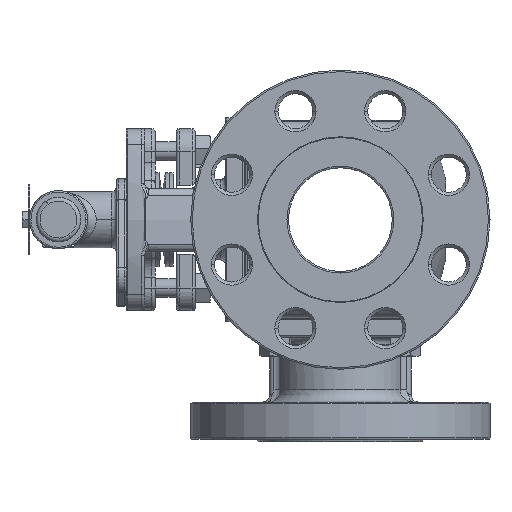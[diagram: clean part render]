
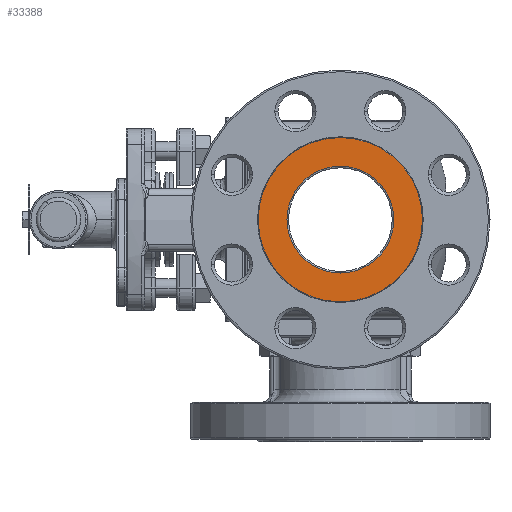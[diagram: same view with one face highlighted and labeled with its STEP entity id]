
A CAD part, left-side view. The second image highlights one B-rep face of the part: STEP entity #33388.
In plain terms, the highlighted planar face has unit normal (-1, 0, 0).
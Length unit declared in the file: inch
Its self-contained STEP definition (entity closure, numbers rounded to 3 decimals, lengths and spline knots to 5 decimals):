
#1727 = CARTESIAN_POINT ( 'NONE',  ( -5.57087, 0., -2.05906 ) ) ;
#4778 = AXIS2_PLACEMENT_3D ( 'NONE', #43874, #64501, #27613 ) ;
#5087 = ORIENTED_EDGE ( 'NONE', *, *, #47601, .T. ) ;
#9371 = VERTEX_POINT ( 'NONE', #57139 ) ;
#11348 = ORIENTED_EDGE ( 'NONE', *, *, #26801, .T. ) ;
#18696 = CIRCLE ( 'NONE', #65203, 2.05906 ) ;
#22491 = DIRECTION ( 'NONE',  ( 0., 0., -1. ) ) ;
#24050 = CARTESIAN_POINT ( 'NONE',  ( -5.57087, 0., -1.33858 ) ) ;
#26801 = EDGE_CURVE ( 'NONE', #64740, #9371, #50319, .T. ) ;
#27460 = CARTESIAN_POINT ( 'NONE',  ( -5.57087, 0., 0. ) ) ;
#27613 = DIRECTION ( 'NONE',  ( 0., 0., -1. ) ) ;
#31989 = CIRCLE ( 'NONE', #44979, 1.33858 ) ;
#33388 = ADVANCED_FACE ( 'NONE', ( #58838, #48668 ), #33775, .T. ) ;
#33518 = EDGE_LOOP ( 'NONE', ( #40252, #5087 ) ) ;
#33775 = PLANE ( 'NONE',  #35072 ) ;
#35072 = AXIS2_PLACEMENT_3D ( 'NONE', #51305, #55420, #35445 ) ;
#35107 = CIRCLE ( 'NONE', #4778, 2.05906 ) ;
#35445 = DIRECTION ( 'NONE',  ( 0., 0., -1. ) ) ;
#40252 = ORIENTED_EDGE ( 'NONE', *, *, #49601, .T. ) ;
#40876 = EDGE_CURVE ( 'NONE', #9371, #64740, #31989, .T. ) ;
#41139 = CARTESIAN_POINT ( 'NONE',  ( -5.57087, 0., 0. ) ) ;
#41469 = DIRECTION ( 'NONE',  ( 0., 0., -1. ) ) ;
#42484 = DIRECTION ( 'NONE',  ( 1., 0., 0. ) ) ;
#43874 = CARTESIAN_POINT ( 'NONE',  ( -5.57087, 0., 0. ) ) ;
#44979 = AXIS2_PLACEMENT_3D ( 'NONE', #41139, #42484, #41469 ) ;
#47601 = EDGE_CURVE ( 'NONE', #52566, #60339, #18696, .T. ) ;
#48668 = FACE_OUTER_BOUND ( 'NONE', #33518, .T. ) ;
#49601 = EDGE_CURVE ( 'NONE', #60339, #52566, #35107, .T. ) ;
#50319 = CIRCLE ( 'NONE', #59015, 1.33858 ) ;
#50780 = DIRECTION ( 'NONE',  ( 0., 0., -1. ) ) ;
#51305 = CARTESIAN_POINT ( 'NONE',  ( -5.57087, 0., 0. ) ) ;
#52566 = VERTEX_POINT ( 'NONE', #65984 ) ;
#53631 = DIRECTION ( 'NONE',  ( 1., 0., 0. ) ) ;
#55420 = DIRECTION ( 'NONE',  ( -1., 0., 0. ) ) ;
#57139 = CARTESIAN_POINT ( 'NONE',  ( -5.57087, 0., 1.33858 ) ) ;
#58053 = CARTESIAN_POINT ( 'NONE',  ( -5.57087, 0., 0. ) ) ;
#58308 = DIRECTION ( 'NONE',  ( -1., 0., 0. ) ) ;
#58838 = FACE_BOUND ( 'NONE', #64573, .T. ) ;
#59015 = AXIS2_PLACEMENT_3D ( 'NONE', #58053, #53631, #22491 ) ;
#60339 = VERTEX_POINT ( 'NONE', #1727 ) ;
#63895 = ORIENTED_EDGE ( 'NONE', *, *, #40876, .T. ) ;
#64501 = DIRECTION ( 'NONE',  ( -1., 0., 0. ) ) ;
#64573 = EDGE_LOOP ( 'NONE', ( #11348, #63895 ) ) ;
#64740 = VERTEX_POINT ( 'NONE', #24050 ) ;
#65203 = AXIS2_PLACEMENT_3D ( 'NONE', #27460, #58308, #50780 ) ;
#65984 = CARTESIAN_POINT ( 'NONE',  ( -5.57087, 0., 2.05906 ) ) ;
